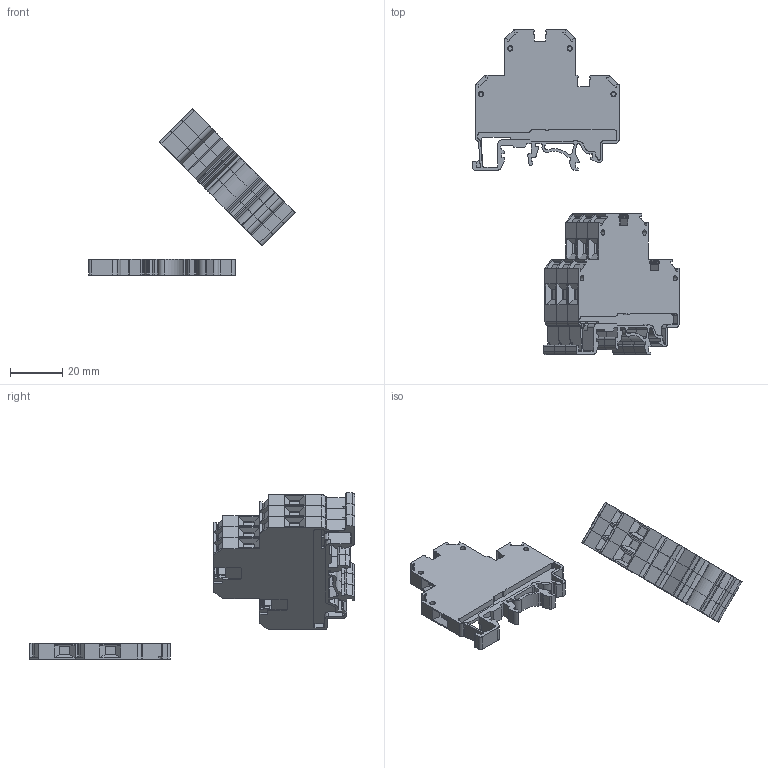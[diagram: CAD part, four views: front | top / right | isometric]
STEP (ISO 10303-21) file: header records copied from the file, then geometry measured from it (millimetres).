
FILE_DESCRIPTION( ( 'Unknown' ), '1' );
FILE_NAME( 'CDL4U-E-3LA.stp', 'Unknown', ( 'Unknown' ), ( 'Unknown' ), 'PSStep 14.0', 'Unknown', ' ' );
FILE_SCHEMA( ( 'AUTOMOTIVE_DESIGN { 1 0 10303 214 1 1 1 1 }' ) );
Length unit declared in the file: millimetre
Products named in the file (3): Assem1; CDL4U; CDL4U-for-assy.
Bounding box: 79.03 x 124.51 x 63.56 mm (x, y, z)
Volume: 50016.1 mm3; surface area: 34807.5 mm2
Topology: 5 solids, 5 shells, 1914 faces, 5443 edges, 3593 vertices
Faces by surface type: plane 1144, cylinder 734, torus 36
Full cylindrical faces by diameter (mm): 2 x20, 3.7 x8, 4.1 x16
Entity records: 33920 total; most frequent: CARTESIAN_POINT 4366, DIRECTION 4296, ORIENTED_EDGE 4276, EDGE_CURVE 2138, PRESENTATION_STYLE_ASSIGNMENT 1506, COLOUR_RGB 1506, LINE 1496, VECTOR 1496
